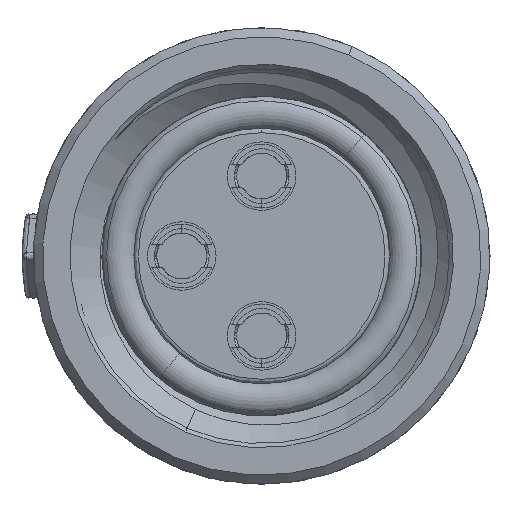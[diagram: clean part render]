
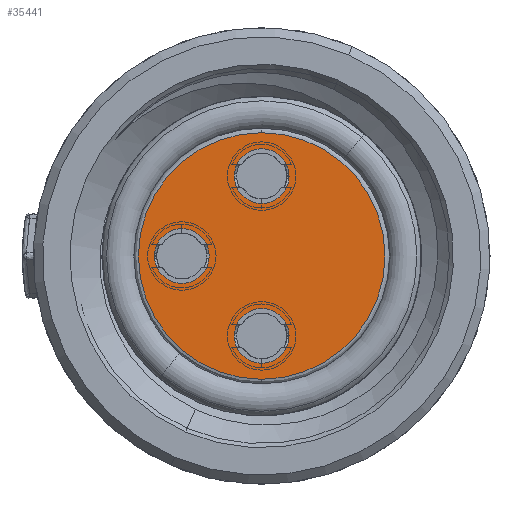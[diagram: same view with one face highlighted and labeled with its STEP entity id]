
A CAD part, left-side view. The second image highlights one B-rep face of the part: STEP entity #35441.
In plain terms, the highlighted planar face has unit normal (-1, 0, 0).
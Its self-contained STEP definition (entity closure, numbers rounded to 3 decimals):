
#124 = EDGE_LOOP ( 'NONE', ( #36191, #13313 ) ) ;
#262 = CARTESIAN_POINT ( 'NONE',  ( -6., 0., -1.15 ) ) ;
#291 = VERTEX_POINT ( 'NONE', #17528 ) ;
#358 = DIRECTION ( 'NONE',  ( 0., 0., -1. ) ) ;
#598 = EDGE_LOOP ( 'NONE', ( #38127, #3580 ) ) ;
#1032 = CARTESIAN_POINT ( 'NONE',  ( -6., 0., 1.15 ) ) ;
#1344 = AXIS2_PLACEMENT_3D ( 'NONE', #13830, #17150, #37074 ) ;
#1482 = DIRECTION ( 'NONE',  ( 0., 0., -1. ) ) ;
#2598 = VERTEX_POINT ( 'NONE', #16835 ) ;
#3196 = FACE_BOUND ( 'NONE', #25732, .T. ) ;
#3518 = DIRECTION ( 'NONE',  ( 0., 0., 1. ) ) ;
#3580 = ORIENTED_EDGE ( 'NONE', *, *, #8823, .T. ) ;
#3796 = DIRECTION ( 'NONE',  ( 0., 0., 1. ) ) ;
#4104 = DIRECTION ( 'NONE',  ( -1., 0., 0. ) ) ;
#6470 = CARTESIAN_POINT ( 'NONE',  ( -6., 0., 2.7 ) ) ;
#6780 = EDGE_CURVE ( 'NONE', #29534, #37097, #22485, .T. ) ;
#7286 = ORIENTED_EDGE ( 'NONE', *, *, #18219, .F. ) ;
#7810 = AXIS2_PLACEMENT_3D ( 'NONE', #13162, #16889, #26527 ) ;
#7959 = CIRCLE ( 'NONE', #32429, 2.7 ) ;
#8823 = EDGE_CURVE ( 'NONE', #36495, #33068, #7959, .T. ) ;
#9778 = CARTESIAN_POINT ( 'NONE',  ( -6., 1.75, 0. ) ) ;
#10243 = CARTESIAN_POINT ( 'NONE',  ( -6., 0., -2.35 ) ) ;
#10265 = ORIENTED_EDGE ( 'NONE', *, *, #25658, .F. ) ;
#11165 = VERTEX_POINT ( 'NONE', #22255 ) ;
#12028 = CIRCLE ( 'NONE', #7810, 2.7 ) ;
#13017 = PLANE ( 'NONE',  #40791 ) ;
#13162 = CARTESIAN_POINT ( 'NONE',  ( -6., 0., 0. ) ) ;
#13313 = ORIENTED_EDGE ( 'NONE', *, *, #14943, .F. ) ;
#13806 = DIRECTION ( 'NONE',  ( -1., 0., 0. ) ) ;
#13830 = CARTESIAN_POINT ( 'NONE',  ( -6., 0., -1.75 ) ) ;
#13864 = FACE_BOUND ( 'NONE', #19443, .T. ) ;
#14943 = EDGE_CURVE ( 'NONE', #17200, #2598, #14992, .T. ) ;
#14992 = CIRCLE ( 'NONE', #17087, 0.6 ) ;
#15334 = AXIS2_PLACEMENT_3D ( 'NONE', #36146, #40504, #3518 ) ;
#16581 = AXIS2_PLACEMENT_3D ( 'NONE', #9778, #26216, #23125 ) ;
#16835 = CARTESIAN_POINT ( 'NONE',  ( -6., 0., 2.35 ) ) ;
#16889 = DIRECTION ( 'NONE',  ( -1., 0., 0. ) ) ;
#17087 = AXIS2_PLACEMENT_3D ( 'NONE', #17371, #17587, #31395 ) ;
#17150 = DIRECTION ( 'NONE',  ( -1., 0., 0. ) ) ;
#17200 = VERTEX_POINT ( 'NONE', #1032 ) ;
#17371 = CARTESIAN_POINT ( 'NONE',  ( -6., 0., 1.75 ) ) ;
#17528 = CARTESIAN_POINT ( 'NONE',  ( -6., 1.75, 0.6 ) ) ;
#17587 = DIRECTION ( 'NONE',  ( -1., 0., 0. ) ) ;
#18219 = EDGE_CURVE ( 'NONE', #11165, #291, #40381, .T. ) ;
#19443 = EDGE_LOOP ( 'NONE', ( #25806, #7286 ) ) ;
#20219 = CARTESIAN_POINT ( 'NONE',  ( -6., 0., 0. ) ) ;
#21650 = AXIS2_PLACEMENT_3D ( 'NONE', #26944, #37234, #40310 ) ;
#22255 = CARTESIAN_POINT ( 'NONE',  ( -6., 1.75, -0.6 ) ) ;
#22485 = CIRCLE ( 'NONE', #24708, 0.6 ) ;
#23125 = DIRECTION ( 'NONE',  ( 0., 0., 1. ) ) ;
#23689 = CARTESIAN_POINT ( 'NONE',  ( -6., 0., -1.75 ) ) ;
#24708 = AXIS2_PLACEMENT_3D ( 'NONE', #23689, #13806, #3796 ) ;
#25658 = EDGE_CURVE ( 'NONE', #37097, #29534, #33481, .T. ) ;
#25732 = EDGE_LOOP ( 'NONE', ( #10265, #35069 ) ) ;
#25806 = ORIENTED_EDGE ( 'NONE', *, *, #37040, .F. ) ;
#26216 = DIRECTION ( 'NONE',  ( -1., 0., 0. ) ) ;
#26527 = DIRECTION ( 'NONE',  ( 0., 0., -1. ) ) ;
#26944 = CARTESIAN_POINT ( 'NONE',  ( -6., 0., 1.75 ) ) ;
#27234 = DIRECTION ( 'NONE',  ( 1., 0., 0. ) ) ;
#28185 = CARTESIAN_POINT ( 'NONE',  ( -6., 0., 0. ) ) ;
#29534 = VERTEX_POINT ( 'NONE', #10243 ) ;
#31395 = DIRECTION ( 'NONE',  ( 0., 0., 1. ) ) ;
#32173 = CIRCLE ( 'NONE', #21650, 0.6 ) ;
#32429 = AXIS2_PLACEMENT_3D ( 'NONE', #28185, #4104, #1482 ) ;
#32634 = EDGE_CURVE ( 'NONE', #33068, #36495, #12028, .T. ) ;
#33068 = VERTEX_POINT ( 'NONE', #37000 ) ;
#33481 = CIRCLE ( 'NONE', #1344, 0.6 ) ;
#35069 = ORIENTED_EDGE ( 'NONE', *, *, #6780, .F. ) ;
#35441 = ADVANCED_FACE ( 'NONE', ( #40398, #36457, #13864, #3196 ), #13017, .F. ) ;
#36146 = CARTESIAN_POINT ( 'NONE',  ( -6., 1.75, 0. ) ) ;
#36191 = ORIENTED_EDGE ( 'NONE', *, *, #37128, .F. ) ;
#36457 = FACE_BOUND ( 'NONE', #124, .T. ) ;
#36495 = VERTEX_POINT ( 'NONE', #6470 ) ;
#37000 = CARTESIAN_POINT ( 'NONE',  ( -6., 0., -2.7 ) ) ;
#37040 = EDGE_CURVE ( 'NONE', #291, #11165, #37744, .T. ) ;
#37074 = DIRECTION ( 'NONE',  ( 0., 0., 1. ) ) ;
#37097 = VERTEX_POINT ( 'NONE', #262 ) ;
#37128 = EDGE_CURVE ( 'NONE', #2598, #17200, #32173, .T. ) ;
#37234 = DIRECTION ( 'NONE',  ( -1., 0., 0. ) ) ;
#37744 = CIRCLE ( 'NONE', #15334, 0.6 ) ;
#38127 = ORIENTED_EDGE ( 'NONE', *, *, #32634, .T. ) ;
#40310 = DIRECTION ( 'NONE',  ( 0., 0., 1. ) ) ;
#40381 = CIRCLE ( 'NONE', #16581, 0.6 ) ;
#40398 = FACE_OUTER_BOUND ( 'NONE', #598, .T. ) ;
#40504 = DIRECTION ( 'NONE',  ( -1., 0., 0. ) ) ;
#40791 = AXIS2_PLACEMENT_3D ( 'NONE', #20219, #27234, #358 ) ;
